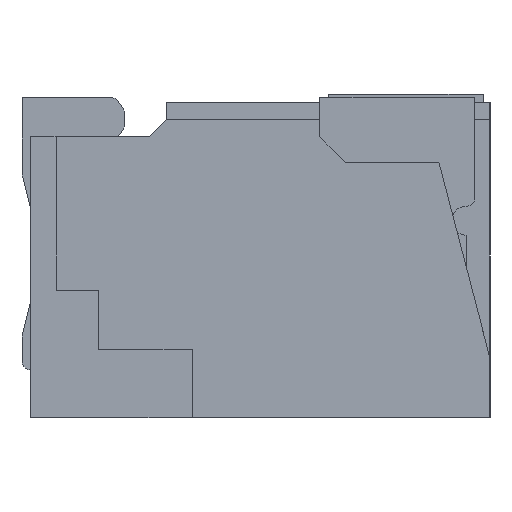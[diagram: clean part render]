
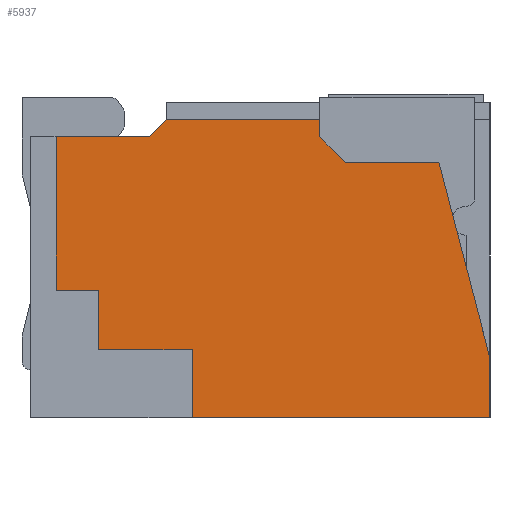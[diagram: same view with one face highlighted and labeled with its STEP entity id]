
A CAD part, left-side view. The second image highlights one B-rep face of the part: STEP entity #5937.
In plain terms, the highlighted planar face has unit normal (-1, 0, 0).
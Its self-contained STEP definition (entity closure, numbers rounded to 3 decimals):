
#1398=ORIENTED_EDGE('',*,*,#2396,.F.);
#1399=ORIENTED_EDGE('',*,*,#2401,.T.);
#1400=ORIENTED_EDGE('',*,*,#2404,.T.);
#1401=ORIENTED_EDGE('',*,*,#2415,.F.);
#1402=ORIENTED_EDGE('',*,*,#2487,.F.);
#1403=ORIENTED_EDGE('',*,*,#2485,.F.);
#1404=ORIENTED_EDGE('',*,*,#2321,.F.);
#1405=ORIENTED_EDGE('',*,*,#2484,.F.);
#1406=ORIENTED_EDGE('',*,*,#2482,.F.);
#1407=ORIENTED_EDGE('',*,*,#2480,.F.);
#1408=ORIENTED_EDGE('',*,*,#2478,.F.);
#1409=ORIENTED_EDGE('',*,*,#2476,.F.);
#1410=ORIENTED_EDGE('',*,*,#2474,.F.);
#1411=ORIENTED_EDGE('',*,*,#2379,.F.);
#2321=EDGE_CURVE('',#3004,#3005,#3732,.T.);
#2379=EDGE_CURVE('',#3055,#3056,#3790,.T.);
#2396=EDGE_CURVE('',#3066,#3055,#3807,.T.);
#2401=EDGE_CURVE('',#3066,#3070,#3812,.T.);
#2404=EDGE_CURVE('',#3070,#3072,#3815,.T.);
#2415=EDGE_CURVE('',#3078,#3072,#3826,.T.);
#2474=EDGE_CURVE('',#3056,#3113,#3885,.T.);
#2476=EDGE_CURVE('',#3113,#3114,#3887,.T.);
#2478=EDGE_CURVE('',#3114,#3115,#3889,.T.);
#2480=EDGE_CURVE('',#3115,#3116,#3891,.T.);
#2482=EDGE_CURVE('',#3116,#3117,#3893,.T.);
#2484=EDGE_CURVE('',#3117,#3004,#3895,.T.);
#2485=EDGE_CURVE('',#3005,#3118,#3896,.T.);
#2487=EDGE_CURVE('',#3118,#3078,#3898,.T.);
#3004=VERTEX_POINT('',#8840);
#3005=VERTEX_POINT('',#8842);
#3055=VERTEX_POINT('',#8954);
#3056=VERTEX_POINT('',#8956);
#3066=VERTEX_POINT('',#8987);
#3070=VERTEX_POINT('',#8997);
#3072=VERTEX_POINT('',#9003);
#3078=VERTEX_POINT('',#9026);
#3113=VERTEX_POINT('',#9144);
#3114=VERTEX_POINT('',#9148);
#3115=VERTEX_POINT('',#9152);
#3116=VERTEX_POINT('',#9156);
#3117=VERTEX_POINT('',#9160);
#3118=VERTEX_POINT('',#9166);
#3732=LINE('',#8841,#4555);
#3790=LINE('',#8955,#4613);
#3807=LINE('',#8988,#4630);
#3812=LINE('',#8998,#4635);
#3815=LINE('',#9004,#4638);
#3826=LINE('',#9025,#4649);
#3885=LINE('',#9143,#4708);
#3887=LINE('',#9147,#4710);
#3889=LINE('',#9151,#4712);
#3891=LINE('',#9155,#4714);
#3893=LINE('',#9159,#4716);
#3895=LINE('',#9163,#4718);
#3896=LINE('',#9165,#4719);
#3898=LINE('',#9169,#4721);
#4555=VECTOR('',#7193,1000.);
#4613=VECTOR('',#7261,1000.);
#4630=VECTOR('',#7288,1000.);
#4635=VECTOR('',#7295,1000.);
#4638=VECTOR('',#7300,1000.);
#4649=VECTOR('',#7321,1000.);
#4708=VECTOR('',#7428,1000.);
#4710=VECTOR('',#7432,1000.);
#4712=VECTOR('',#7436,1000.);
#4714=VECTOR('',#7440,1000.);
#4716=VECTOR('',#7444,1000.);
#4718=VECTOR('',#7448,1000.);
#4719=VECTOR('',#7451,1000.);
#4721=VECTOR('',#7455,1000.);
#5091=EDGE_LOOP('',(#1398,#1399,#1400,#1401,#1402,#1403,#1404,#1405,#1406,
#1407,#1408,#1409,#1410,#1411));
#5390=FACE_BOUND('',#5091,.T.);
#5671=PLANE('',#6255);
#5937=ADVANCED_FACE('',(#5390),#5671,.T.);
#6255=AXIS2_PLACEMENT_3D('',#9170,#7456,#7457);
#7193=DIRECTION('',(0.,-1.,0.));
#7261=DIRECTION('',(0.,0.,-1.));
#7288=DIRECTION('',(0.,-0.252,-0.968));
#7295=DIRECTION('',(0.,1.,0.));
#7300=DIRECTION('',(0.,0.707,0.707));
#7321=DIRECTION('',(0.,0.,-1.));
#7428=DIRECTION('',(0.,1.,0.));
#7432=DIRECTION('',(0.,0.,1.));
#7436=DIRECTION('',(0.,1.,0.));
#7440=DIRECTION('',(0.,0.,1.));
#7444=DIRECTION('',(0.,1.,0.));
#7448=DIRECTION('',(0.,0.,1.));
#7451=DIRECTION('',(0.,-0.707,0.707));
#7455=DIRECTION('',(0.,-1.,0.));
#7456=DIRECTION('',(-1.,0.,0.));
#7457=DIRECTION('',(0.,0.,1.));
#8840=CARTESIAN_POINT('',(-4.3,1.2,1.65));
#8841=CARTESIAN_POINT('',(-4.3,-1.35,1.65));
#8842=CARTESIAN_POINT('',(-4.3,0.65,1.65));
#8954=CARTESIAN_POINT('',(-4.3,-1.35,0.35));
#8955=CARTESIAN_POINT('',(-4.3,-1.35,1.85));
#8956=CARTESIAN_POINT('',(-4.3,-1.35,0.));
#8987=CARTESIAN_POINT('',(-4.3,-1.05,1.5));
#8988=CARTESIAN_POINT('',(-4.3,-1.05,1.5));
#8997=CARTESIAN_POINT('',(-4.3,-0.5,1.5));
#8998=CARTESIAN_POINT('',(-4.3,-1.35,1.5));
#9003=CARTESIAN_POINT('',(-4.3,-0.35,1.65));
#9004=CARTESIAN_POINT('',(-4.3,-0.75,1.25));
#9025=CARTESIAN_POINT('',(-4.3,-0.35,1.75));
#9026=CARTESIAN_POINT('',(-4.3,-0.35,1.75));
#9143=CARTESIAN_POINT('',(-4.3,-1.35,0.));
#9144=CARTESIAN_POINT('',(-4.3,0.4,0.));
#9147=CARTESIAN_POINT('',(-4.3,0.4,0.));
#9148=CARTESIAN_POINT('',(-4.3,0.4,0.4));
#9151=CARTESIAN_POINT('',(-4.3,0.4,0.4));
#9152=CARTESIAN_POINT('',(-4.3,0.95,0.4));
#9155=CARTESIAN_POINT('',(-4.3,0.95,0.4));
#9156=CARTESIAN_POINT('',(-4.3,0.95,0.75));
#9159=CARTESIAN_POINT('',(-4.3,0.95,0.75));
#9160=CARTESIAN_POINT('',(-4.3,1.2,0.75));
#9163=CARTESIAN_POINT('',(-4.3,1.2,0.75));
#9165=CARTESIAN_POINT('',(-4.3,-0.45,2.75));
#9166=CARTESIAN_POINT('',(-4.3,0.55,1.75));
#9169=CARTESIAN_POINT('',(-4.3,0.55,1.75));
#9170=CARTESIAN_POINT('',(-4.3,-1.35,1.85));
